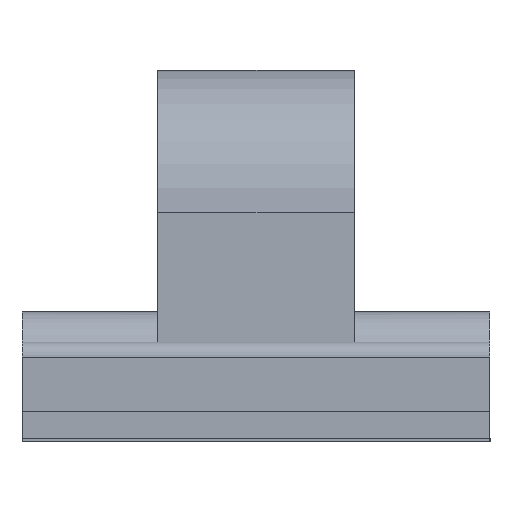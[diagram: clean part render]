
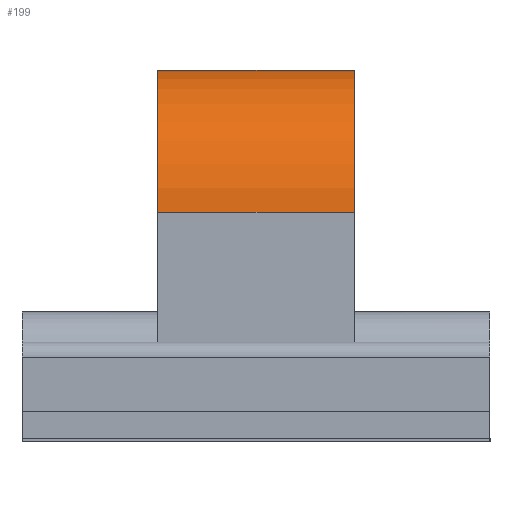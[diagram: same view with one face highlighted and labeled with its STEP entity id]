
A CAD part, left-side view. The second image highlights one B-rep face of the part: STEP entity #199.
In plain terms, the highlighted cylindrical face has radius 4.7 mm (diameter 9.4 mm), a partial arc.
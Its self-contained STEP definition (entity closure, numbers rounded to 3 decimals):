
#199 = ADVANCED_FACE( '', ( #363 ), #364, .T. );
#363 = FACE_OUTER_BOUND( '', #509, .T. );
#364 = CYLINDRICAL_SURFACE( '', #510, 4.7 );
#509 = EDGE_LOOP( '', ( #862, #863, #864, #865 ) );
#510 = AXIS2_PLACEMENT_3D( '', #866, #867, #868 );
#862 = ORIENTED_EDGE( '', *, *, #992, .F. );
#863 = ORIENTED_EDGE( '', *, *, #1026, .F. );
#864 = ORIENTED_EDGE( '', *, *, #1069, .T. );
#865 = ORIENTED_EDGE( '', *, *, #1009, .T. );
#866 = CARTESIAN_POINT( '', ( -2.2, -3.25, 6.6 ) );
#867 = DIRECTION( '', ( 0., -1., 0. ) );
#868 = DIRECTION( '', ( 0., 0., 1. ) );
#992 = EDGE_CURVE( '', #1182, #1184, #1185, .T. );
#1009 = EDGE_CURVE( '', #1211, #1184, #1212, .T. );
#1026 = EDGE_CURVE( '', #1234, #1182, #1236, .T. );
#1069 = EDGE_CURVE( '', #1234, #1211, #1295, .T. );
#1182 = VERTEX_POINT( '', #1443 );
#1184 = VERTEX_POINT( '', #1446 );
#1185 = CIRCLE( '', #1447, 4.7 );
#1211 = VERTEX_POINT( '', #1481 );
#1212 = LINE( '', #1482, #1483 );
#1234 = VERTEX_POINT( '', #1516 );
#1236 = LINE( '', #1519, #1520 );
#1295 = CIRCLE( '', #1604, 4.7 );
#1443 = CARTESIAN_POINT( '', ( -6.9, 3.25, 6.6 ) );
#1446 = CARTESIAN_POINT( '', ( -2.2, 3.25, 11.3 ) );
#1447 = AXIS2_PLACEMENT_3D( '', #1707, #1708, #1709 );
#1481 = CARTESIAN_POINT( '', ( -2.2, -3.25, 11.3 ) );
#1482 = CARTESIAN_POINT( '', ( -2.2, -3.25, 11.3 ) );
#1483 = VECTOR( '', #1730, 1000. );
#1516 = CARTESIAN_POINT( '', ( -6.9, -3.25, 6.6 ) );
#1519 = CARTESIAN_POINT( '', ( -6.9, -3.25, 6.6 ) );
#1520 = VECTOR( '', #1743, 1000. );
#1604 = AXIS2_PLACEMENT_3D( '', #1778, #1779, #1780 );
#1707 = CARTESIAN_POINT( '', ( -2.2, 3.25, 6.6 ) );
#1708 = DIRECTION( '', ( 0., 1., 0. ) );
#1709 = DIRECTION( '', ( 1., 0., 0. ) );
#1730 = DIRECTION( '', ( 0., 1., 0. ) );
#1743 = DIRECTION( '', ( 0., 1., 0. ) );
#1778 = CARTESIAN_POINT( '', ( -2.2, -3.25, 6.6 ) );
#1779 = DIRECTION( '', ( 0., 1., 0. ) );
#1780 = DIRECTION( '', ( 1., 0., 0. ) );
